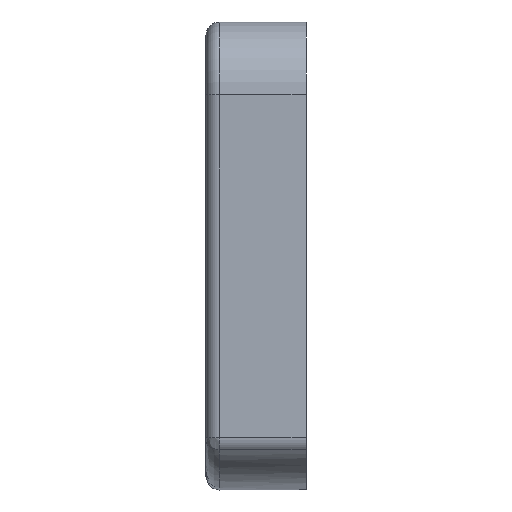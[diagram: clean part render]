
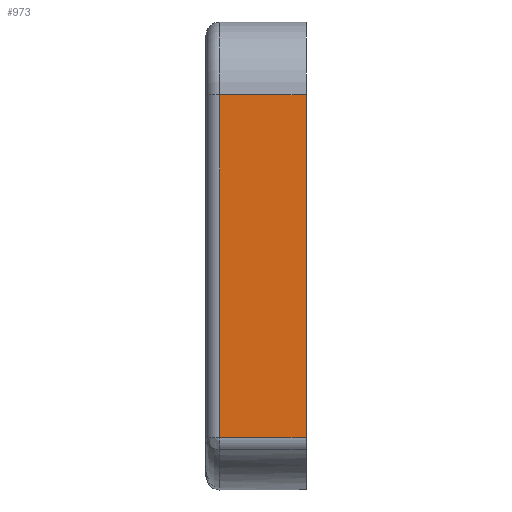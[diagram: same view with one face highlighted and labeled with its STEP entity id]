
A CAD part, left-side view. The second image highlights one B-rep face of the part: STEP entity #973.
In plain terms, the highlighted planar face has unit normal (-1, 0, 0).
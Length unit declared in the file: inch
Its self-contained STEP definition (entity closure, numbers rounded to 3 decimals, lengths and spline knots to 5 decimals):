
#37=PLANE('',#1053);
#126=FACE_OUTER_BOUND('',#180,.T.);
#180=EDGE_LOOP('',(#705,#706,#707,#708));
#259=LINE('',#1608,#340);
#268=LINE('',#1768,#349);
#269=LINE('',#1772,#350);
#270=LINE('',#1773,#351);
#340=VECTOR('',#1135,0.3937);
#349=VECTOR('',#1180,0.3937);
#350=VECTOR('',#1185,0.3937);
#351=VECTOR('',#1186,0.3937);
#425=VERTEX_POINT('',#1583);
#428=VERTEX_POINT('',#1604);
#441=VERTEX_POINT('',#1767);
#442=VERTEX_POINT('',#1771);
#523=EDGE_CURVE('',#425,#428,#259,.T.);
#545=EDGE_CURVE('',#441,#428,#268,.T.);
#547=EDGE_CURVE('',#442,#425,#269,.T.);
#548=EDGE_CURVE('',#441,#442,#270,.T.);
#705=ORIENTED_EDGE('',*,*,#523,.F.);
#706=ORIENTED_EDGE('',*,*,#547,.F.);
#707=ORIENTED_EDGE('',*,*,#548,.F.);
#708=ORIENTED_EDGE('',*,*,#545,.T.);
#973=ADVANCED_FACE('',(#126),#37,.T.);
#1053=AXIS2_PLACEMENT_3D('',#1770,#1183,#1184);
#1135=DIRECTION('',(0.,0.,1.));
#1180=DIRECTION('',(0.,1.,0.));
#1183=DIRECTION('center_axis',(-1.,0.,0.));
#1184=DIRECTION('ref_axis',(0.,0.,1.));
#1185=DIRECTION('',(0.,1.,0.));
#1186=DIRECTION('',(0.,0.,-1.));
#1583=CARTESIAN_POINT('',(0.19,0.475,-2.28177));
#1604=CARTESIAN_POINT('',(0.19,0.475,-0.4));
#1608=CARTESIAN_POINT('',(0.19,0.475,-1.78368));
#1767=CARTESIAN_POINT('',(0.19,0.,-0.4));
#1768=CARTESIAN_POINT('',(0.19,0.,-0.4));
#1770=CARTESIAN_POINT('Origin',(0.19,0.,
-2.28177));
#1771=CARTESIAN_POINT('',(0.19,0.,-2.28177));
#1772=CARTESIAN_POINT('',(0.19,0.,-2.28177));
#1773=CARTESIAN_POINT('',(0.19,0.,-0.4));
